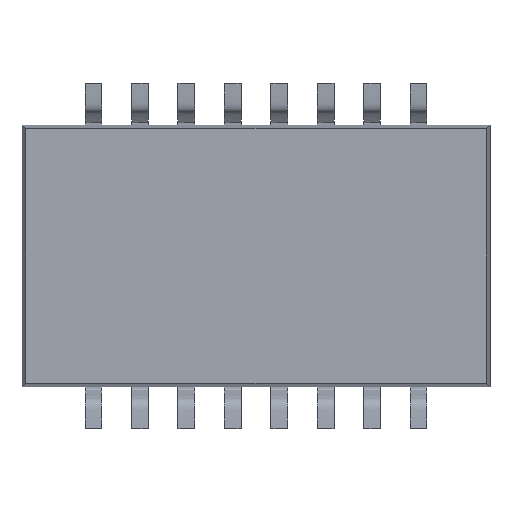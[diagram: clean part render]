
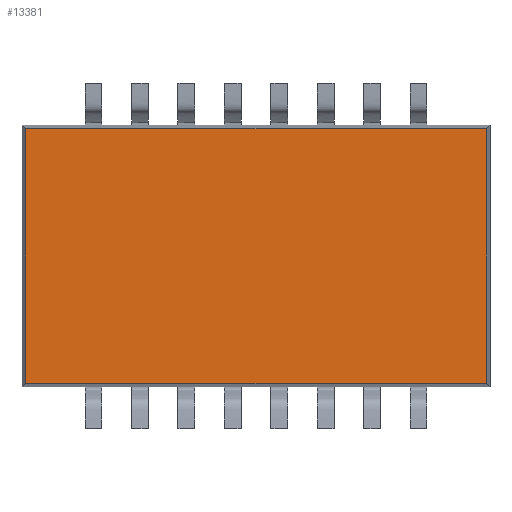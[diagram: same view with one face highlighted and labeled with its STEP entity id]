
A CAD part, front view. The second image highlights one B-rep face of the part: STEP entity #13381.
In plain terms, the highlighted planar face has unit normal (0, -1, 0).
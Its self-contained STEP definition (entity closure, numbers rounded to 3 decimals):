
#1425 = LINE ( 'NONE', #4038, #3730 ) ;
#1732 = LINE ( 'NONE', #5970, #16143 ) ;
#2825 = DIRECTION ( 'NONE',  ( 0., 0., -1. ) ) ;
#3163 = ORIENTED_EDGE ( 'NONE', *, *, #14040, .T. ) ;
#3503 = EDGE_CURVE ( 'NONE', #14545, #9960, #6970, .T. ) ;
#3550 = VECTOR ( 'NONE', #15152, 1000. ) ;
#3632 = CARTESIAN_POINT ( 'NONE',  ( -6.3, 0., -3.475 ) ) ;
#3689 = VERTEX_POINT ( 'NONE', #16413 ) ;
#3730 = VECTOR ( 'NONE', #2825, 1000. ) ;
#4038 = CARTESIAN_POINT ( 'NONE',  ( -6.3, 0., 3.475 ) ) ;
#4345 = VECTOR ( 'NONE', #10061, 1000. ) ;
#4462 = DIRECTION ( 'NONE',  ( -1., 0., 0. ) ) ;
#4674 = EDGE_CURVE ( 'NONE', #17584, #3689, #1425, .T. ) ;
#5243 = LINE ( 'NONE', #3632, #3550 ) ;
#5382 = CARTESIAN_POINT ( 'NONE',  ( -6.3, 0., 3.475 ) ) ;
#5970 = CARTESIAN_POINT ( 'NONE',  ( 6.3, 0., 3.475 ) ) ;
#6353 = FACE_OUTER_BOUND ( 'NONE', #15136, .T. ) ;
#6447 = DIRECTION ( 'NONE',  ( 1., 0., 0. ) ) ;
#6970 = LINE ( 'NONE', #17087, #4345 ) ;
#7723 = AXIS2_PLACEMENT_3D ( 'NONE', #13562, #13843, #6447 ) ;
#8226 = ORIENTED_EDGE ( 'NONE', *, *, #3503, .T. ) ;
#9744 = EDGE_CURVE ( 'NONE', #9960, #17584, #1732, .T. ) ;
#9960 = VERTEX_POINT ( 'NONE', #14262 ) ;
#10061 = DIRECTION ( 'NONE',  ( 0., 0., 1. ) ) ;
#12063 = PLANE ( 'NONE',  #7723 ) ;
#12558 = CARTESIAN_POINT ( 'NONE',  ( 6.3, 0., -3.475 ) ) ;
#12819 = ORIENTED_EDGE ( 'NONE', *, *, #4674, .T. ) ;
#13381 = ADVANCED_FACE ( 'NONE', ( #6353 ), #12063, .F. ) ;
#13562 = CARTESIAN_POINT ( 'NONE',  ( 0., 0., 0. ) ) ;
#13843 = DIRECTION ( 'NONE',  ( 0., 1., 0. ) ) ;
#14040 = EDGE_CURVE ( 'NONE', #3689, #14545, #5243, .T. ) ;
#14262 = CARTESIAN_POINT ( 'NONE',  ( 6.3, 0., 3.475 ) ) ;
#14545 = VERTEX_POINT ( 'NONE', #12558 ) ;
#15136 = EDGE_LOOP ( 'NONE', ( #18260, #12819, #3163, #8226 ) ) ;
#15152 = DIRECTION ( 'NONE',  ( 1., 0., 0. ) ) ;
#16143 = VECTOR ( 'NONE', #4462, 1000. ) ;
#16413 = CARTESIAN_POINT ( 'NONE',  ( -6.3, 0., -3.475 ) ) ;
#17087 = CARTESIAN_POINT ( 'NONE',  ( 6.3, 0., -3.475 ) ) ;
#17584 = VERTEX_POINT ( 'NONE', #5382 ) ;
#18260 = ORIENTED_EDGE ( 'NONE', *, *, #9744, .T. ) ;
